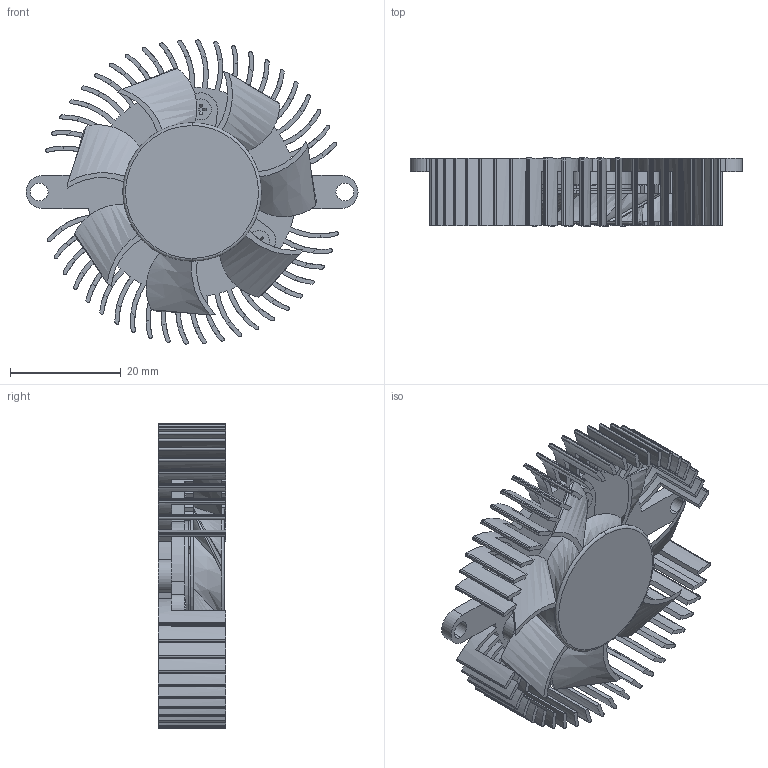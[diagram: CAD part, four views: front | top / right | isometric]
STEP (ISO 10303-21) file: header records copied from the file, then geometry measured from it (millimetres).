
FILE_DESCRIPTION (( 'STEP AP214' ), '1' );
FILE_NAME ('User Library-Heatsink with fan.STEP', '2013-09-13T07:10:45', ( 'Windows User' ), ( '' ), 'SwSTEP 2.0', 'SolidWorks 2013', '' );
FILE_SCHEMA (( 'AUTOMOTIVE_DESIGN' ));
Length unit declared in the file: millimetre
Products named in the file (10): User Library-Heatsink with fan_DIN EN ISO 7046-2-R1_M2x4-H1; User Library-Heatsink with fan_Coil; User Library-Heatsink with fan_Shaft; User Library-Heatsink with fan_Pertinax; User Library-Heatsink with fan_Stator; User Library-Heatsink with fan_Ferite ring; User Library-Heatsink with fan_Fan blades; User Library-Heatsink with fan_Motor holder; User Library-Heatsink with fan_Heatsink; User Library-Heatsink with fan
Assembly tree (14 placements, depth 2):
  User Library-Heatsink with fan
    User Library-Heatsink with fan_Heatsink
    User Library-Heatsink with fan_Motor holder
    User Library-Heatsink with fan_Fan blades
    User Library-Heatsink with fan_Ferite ring
    User Library-Heatsink with fan_Stator
    User Library-Heatsink with fan_Pertinax
    User Library-Heatsink with fan_Shaft
    User Library-Heatsink with fan_Coil  x4
    User Library-Heatsink with fan_DIN EN ISO 7046-2-R1_M2x4-H1  x3
Bounding box: 60 x 12.2 x 54.96 mm (x, y, z)
Volume: 8470.1 mm3; surface area: 16831.4 mm2
Topology: 14 solids, 14 shells, 658 faces, 1835 edges, 1208 vertices
Faces by surface type: cylinder 425, plane 169, bspline 52, cone 12
Entity records: 33609 total; most frequent: CARTESIAN_POINT 11298, DIRECTION 3531, ORIENTED_EDGE 3258, EDGE_CURVE 1629, AXIS2_PLACEMENT_3D 1463, VERTEX_POINT 1080, CIRCLE 910, EDGE_LOOP 609
